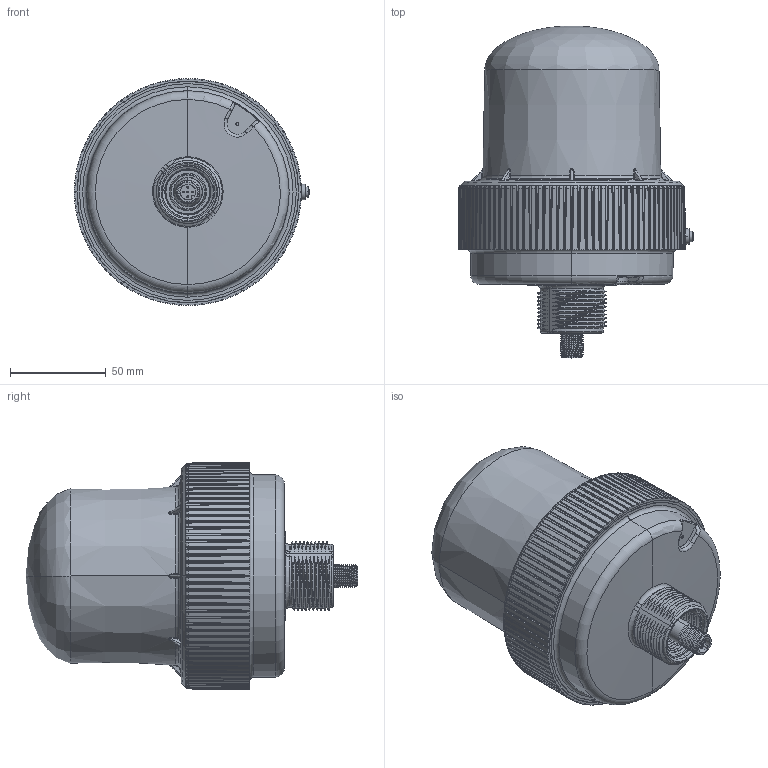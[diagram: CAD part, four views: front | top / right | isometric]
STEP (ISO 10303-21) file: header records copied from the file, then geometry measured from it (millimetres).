
FILE_DESCRIPTION((''),'2;1');
FILE_NAME('224905_ASM','2021-09-17T16:53:05',('PDMAdmin'),('BANNER ENGINEERING'),'CREO PARAMETRIC BY PTC INC, 2019292','CREO PARAMETRIC BY PTC INC, 2019292','');
FILE_SCHEMA(('CONFIG_CONTROL_DESIGN'));
Length unit declared in the file: millimetre
Products named in the file (2): 224905_EP02; 224905_ASM
Assembly tree (1 placements, depth 2):
  224905_ASM
    224905_EP02
Bounding box: 122.83 x 173.28 x 118.5 mm (x, y, z)
Volume: 1034841.3 mm3; surface area: 95067 mm2
Topology: 1 solids, 2 shells, 1297 faces, 3529 edges, 2255 vertices
Faces by surface type: plane 401, cylinder 390, bspline 254, cone 167, torus 59, sphere 22, revolution 4
Entity records: 99064 total; most frequent: CARTESIAN_POINT 69955, ORIENTED_EDGE 7058, DIRECTION 4665, EDGE_CURVE 3529, VERTEX_POINT 2255, AXIS2_PLACEMENT_3D 1749, B_SPLINE_CURVE_WITH_KNOTS 1663, EDGE_LOOP 1320
